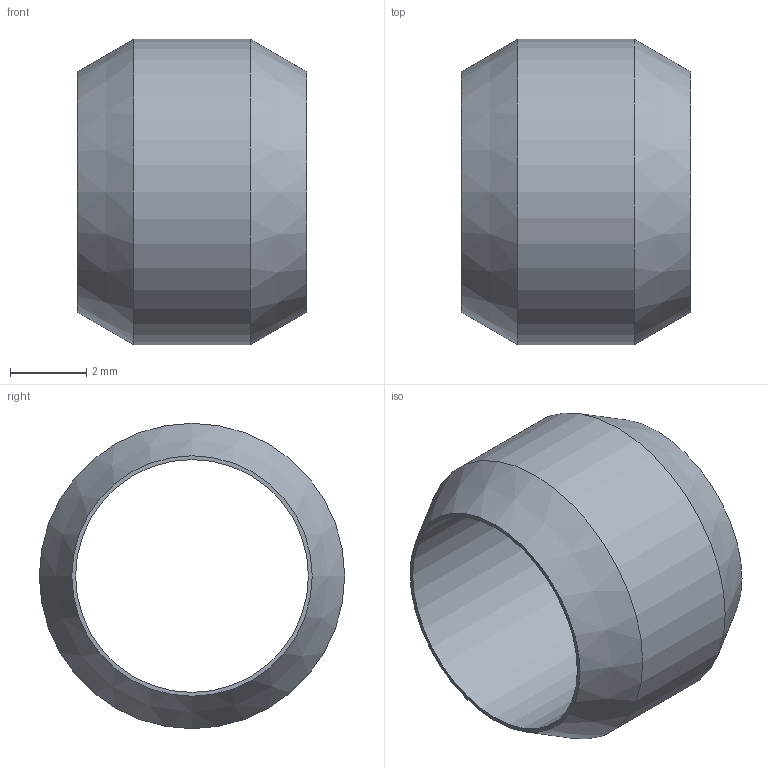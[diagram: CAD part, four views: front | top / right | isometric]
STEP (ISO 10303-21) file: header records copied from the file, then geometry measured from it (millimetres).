
FILE_DESCRIPTION (( 'STEP AP214' ), '1' );
FILE_NAME ('邧袪縐杶CB6.STEP', '2018-12-18T01:03:07', ( '' ), ( '' ), 'SwSTEP 2.0', 'SolidWorks 2014', '' );
FILE_SCHEMA (( 'AUTOMOTIVE_DESIGN' ));
Length unit declared in the file: millimetre
Products named in the file (1): 邧袪縐杶CB6
Bounding box: 6 x 8 x 8 mm (x, y, z)
Volume: 97 mm3; surface area: 272 mm2
Topology: 1 solids, 1 shells, 6 faces, 10 edges, 6 vertices
Faces by surface type: cone 2, plane 2, cylinder 2
Full cylindrical faces by diameter (mm): 6.1 x1, 8 x1
Entity records: 228 total; most frequent: DIRECTION 26, CARTESIAN_POINT 19, AXIS2_PLACEMENT_3D 13, EDGE_LOOP 12, ORIENTED_EDGE 12, UNCERTAINTY_MEASURE_WITH_UNIT 9, SURFACE_STYLE_USAGE 8, PRESENTATION_LAYER_ASSIGNMENT 8
